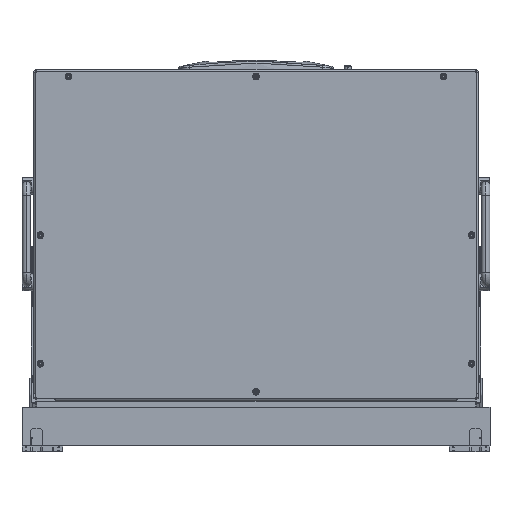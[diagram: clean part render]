
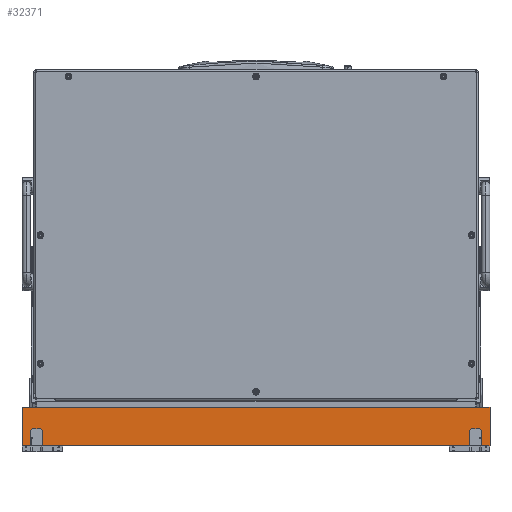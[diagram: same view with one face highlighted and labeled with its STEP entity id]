
A CAD part, front view. The second image highlights one B-rep face of the part: STEP entity #32371.
In plain terms, the highlighted planar face has unit normal (0, -1, 0).
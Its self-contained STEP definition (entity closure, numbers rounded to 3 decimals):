
#10 = LINE ( 'NONE', #45778, #75042 ) ;
#172 = EDGE_CURVE ( 'NONE', #65933, #85591, #42551, .T. ) ;
#712 = VECTOR ( 'NONE', #4161, 1000. ) ;
#750 = DIRECTION ( 'NONE',  ( 0., 0., 1. ) ) ;
#1108 = CIRCLE ( 'NONE', #67753, 3. ) ;
#1202 = LINE ( 'NONE', #14929, #31054 ) ;
#1846 = LINE ( 'NONE', #28066, #26411 ) ;
#2942 = ORIENTED_EDGE ( 'NONE', *, *, #76033, .F. ) ;
#4161 = DIRECTION ( 'NONE',  ( -1., 0., 0. ) ) ;
#4717 = EDGE_CURVE ( 'NONE', #65933, #72674, #84622, .T. ) ;
#5398 = ORIENTED_EDGE ( 'NONE', *, *, #44610, .T. ) ;
#5762 = DIRECTION ( 'NONE',  ( 0., 0., -1. ) ) ;
#5933 = ORIENTED_EDGE ( 'NONE', *, *, #4717, .F. ) ;
#7576 = CARTESIAN_POINT ( 'NONE',  ( -233., -4., 5. ) ) ;
#8061 = VECTOR ( 'NONE', #35880, 1000. ) ;
#8404 = FACE_OUTER_BOUND ( 'NONE', #49528, .T. ) ;
#8768 = CARTESIAN_POINT ( 'NONE',  ( 233., -4., 20. ) ) ;
#8927 = CARTESIAN_POINT ( 'NONE',  ( 221., -4., 20. ) ) ;
#9795 = EDGE_CURVE ( 'NONE', #41652, #70284, #83361, .T. ) ;
#10718 = EDGE_CURVE ( 'NONE', #39928, #21904, #36483, .T. ) ;
#11079 = EDGE_CURVE ( 'NONE', #72674, #71408, #10, .T. ) ;
#11261 = VERTEX_POINT ( 'NONE', #37443 ) ;
#11363 = VERTEX_POINT ( 'NONE', #56791 ) ;
#12323 = CARTESIAN_POINT ( 'NONE',  ( -221., -4., 20. ) ) ;
#12529 = VECTOR ( 'NONE', #76361, 1000. ) ;
#12735 = CARTESIAN_POINT ( 'NONE',  ( -242., -4., 20. ) ) ;
#12817 = ORIENTED_EDGE ( 'NONE', *, *, #65534, .T. ) ;
#12907 = CIRCLE ( 'NONE', #85212, 3. ) ;
#13363 = VECTOR ( 'NONE', #15422, 1000. ) ;
#13883 = LINE ( 'NONE', #49400, #81090 ) ;
#14603 = CARTESIAN_POINT ( 'NONE',  ( -230., -4., 5. ) ) ;
#14889 = CARTESIAN_POINT ( 'NONE',  ( -230., -4., 2. ) ) ;
#14929 = CARTESIAN_POINT ( 'NONE',  ( -233., -4., 20. ) ) ;
#15322 = AXIS2_PLACEMENT_3D ( 'NONE', #14603, #41725, #68819 ) ;
#15422 = DIRECTION ( 'NONE',  ( 0., 0., -1. ) ) ;
#16321 = ORIENTED_EDGE ( 'NONE', *, *, #48276, .T. ) ;
#18614 = DIRECTION ( 'NONE',  ( 0., 1., 0. ) ) ;
#18760 = CARTESIAN_POINT ( 'NONE',  ( -230., -4., 2. ) ) ;
#20364 = ORIENTED_EDGE ( 'NONE', *, *, #27888, .T. ) ;
#21904 = VERTEX_POINT ( 'NONE', #27528 ) ;
#22167 = LINE ( 'NONE', #49264, #12529 ) ;
#25328 = AXIS2_PLACEMENT_3D ( 'NONE', #83446, #55031, #48370 ) ;
#26411 = VECTOR ( 'NONE', #77310, 1000. ) ;
#27528 = CARTESIAN_POINT ( 'NONE',  ( 221., -4., 20. ) ) ;
#27888 = EDGE_CURVE ( 'NONE', #70284, #11261, #1202, .T. ) ;
#28066 = CARTESIAN_POINT ( 'NONE',  ( -242., -4., 20. ) ) ;
#28462 = VERTEX_POINT ( 'NONE', #65500 ) ;
#29649 = LINE ( 'NONE', #42986, #13363 ) ;
#29798 = CIRCLE ( 'NONE', #55329, 3. ) ;
#30469 = ORIENTED_EDGE ( 'NONE', *, *, #37621, .T. ) ;
#31054 = VECTOR ( 'NONE', #750, 1000. ) ;
#32371 = ADVANCED_FACE ( 'NONE', ( #8404 ), #42623, .T. ) ;
#32620 = VERTEX_POINT ( 'NONE', #12323 ) ;
#32757 = DIRECTION ( 'NONE',  ( 1., 0., 0. ) ) ;
#34844 = CARTESIAN_POINT ( 'NONE',  ( -221., -4., 5. ) ) ;
#35880 = DIRECTION ( 'NONE',  ( 0., 0., -1. ) ) ;
#36483 = LINE ( 'NONE', #8927, #65193 ) ;
#37097 = VERTEX_POINT ( 'NONE', #72543 ) ;
#37443 = CARTESIAN_POINT ( 'NONE',  ( -233., -4., 20. ) ) ;
#37621 = EDGE_CURVE ( 'NONE', #32620, #80630, #29649, .T. ) ;
#37990 = CARTESIAN_POINT ( 'NONE',  ( -242., -4., 20. ) ) ;
#38179 = VERTEX_POINT ( 'NONE', #63306 ) ;
#39928 = VERTEX_POINT ( 'NONE', #78876 ) ;
#40947 = LINE ( 'NONE', #82223, #84989 ) ;
#41652 = VERTEX_POINT ( 'NONE', #14889 ) ;
#41725 = DIRECTION ( 'NONE',  ( 0., 1., 0. ) ) ;
#42551 = LINE ( 'NONE', #8768, #8061 ) ;
#42563 = VECTOR ( 'NONE', #58848, 1000. ) ;
#42623 = PLANE ( 'NONE',  #25328 ) ;
#42986 = CARTESIAN_POINT ( 'NONE',  ( -221., -4., 20. ) ) ;
#43104 = EDGE_CURVE ( 'NONE', #37097, #38179, #22167, .T. ) ;
#44610 = EDGE_CURVE ( 'NONE', #38179, #39928, #29798, .T. ) ;
#45778 = CARTESIAN_POINT ( 'NONE',  ( 242., -4., 20. ) ) ;
#47029 = CARTESIAN_POINT ( 'NONE',  ( -224., -4., 5. ) ) ;
#48276 = EDGE_CURVE ( 'NONE', #80630, #58382, #1108, .T. ) ;
#48370 = DIRECTION ( 'NONE',  ( 0., 0., -1. ) ) ;
#49264 = CARTESIAN_POINT ( 'NONE',  ( 230., -4., 2. ) ) ;
#49400 = CARTESIAN_POINT ( 'NONE',  ( -242., -4., 20. ) ) ;
#49528 = EDGE_LOOP ( 'NONE', ( #20364, #64439, #2942, #75200, #67728, #5933, #66390, #12817, #73967, #5398, #50410, #74288, #30469, #16321, #83094, #83874 ) ) ;
#49770 = EDGE_CURVE ( 'NONE', #71408, #11363, #40947, .T. ) ;
#50410 = ORIENTED_EDGE ( 'NONE', *, *, #10718, .T. ) ;
#50929 = CARTESIAN_POINT ( 'NONE',  ( 224., -4., 5. ) ) ;
#53745 = EDGE_CURVE ( 'NONE', #32620, #21904, #13883, .T. ) ;
#53932 = CARTESIAN_POINT ( 'NONE',  ( 233., -4., 20. ) ) ;
#55031 = DIRECTION ( 'NONE',  ( 0., -1., 0. ) ) ;
#55329 = AXIS2_PLACEMENT_3D ( 'NONE', #50929, #71355, #78438 ) ;
#56791 = CARTESIAN_POINT ( 'NONE',  ( -242., -4., -20. ) ) ;
#58382 = VERTEX_POINT ( 'NONE', #64819 ) ;
#58848 = DIRECTION ( 'NONE',  ( 1., 0., 0. ) ) ;
#58956 = LINE ( 'NONE', #12735, #71870 ) ;
#60935 = DIRECTION ( 'NONE',  ( -1., 0., 0. ) ) ;
#61338 = EDGE_CURVE ( 'NONE', #28462, #11261, #58956, .T. ) ;
#63306 = CARTESIAN_POINT ( 'NONE',  ( 224., -4., 2. ) ) ;
#64439 = ORIENTED_EDGE ( 'NONE', *, *, #61338, .F. ) ;
#64819 = CARTESIAN_POINT ( 'NONE',  ( -224., -4., 2. ) ) ;
#64859 = DIRECTION ( 'NONE',  ( 0., 0., 1. ) ) ;
#65017 = LINE ( 'NONE', #18760, #712 ) ;
#65193 = VECTOR ( 'NONE', #75981, 1000. ) ;
#65500 = CARTESIAN_POINT ( 'NONE',  ( -242., -4., 20. ) ) ;
#65534 = EDGE_CURVE ( 'NONE', #85591, #37097, #12907, .T. ) ;
#65933 = VERTEX_POINT ( 'NONE', #53932 ) ;
#66390 = ORIENTED_EDGE ( 'NONE', *, *, #172, .T. ) ;
#66599 = DIRECTION ( 'NONE',  ( 0., 1., 0. ) ) ;
#67728 = ORIENTED_EDGE ( 'NONE', *, *, #11079, .F. ) ;
#67753 = AXIS2_PLACEMENT_3D ( 'NONE', #47029, #66599, #5762 ) ;
#68336 = CARTESIAN_POINT ( 'NONE',  ( 242., -4., -20. ) ) ;
#68819 = DIRECTION ( 'NONE',  ( 0., 0., -1. ) ) ;
#70284 = VERTEX_POINT ( 'NONE', #7576 ) ;
#71355 = DIRECTION ( 'NONE',  ( 0., 1., 0. ) ) ;
#71408 = VERTEX_POINT ( 'NONE', #68336 ) ;
#71870 = VECTOR ( 'NONE', #32757, 1000. ) ;
#72543 = CARTESIAN_POINT ( 'NONE',  ( 230., -4., 2. ) ) ;
#72674 = VERTEX_POINT ( 'NONE', #72780 ) ;
#72780 = CARTESIAN_POINT ( 'NONE',  ( 242., -4., 20. ) ) ;
#72821 = DIRECTION ( 'NONE',  ( 0., 0., -1. ) ) ;
#73967 = ORIENTED_EDGE ( 'NONE', *, *, #43104, .T. ) ;
#74288 = ORIENTED_EDGE ( 'NONE', *, *, #53745, .F. ) ;
#75042 = VECTOR ( 'NONE', #72821, 1000. ) ;
#75200 = ORIENTED_EDGE ( 'NONE', *, *, #49770, .F. ) ;
#75981 = DIRECTION ( 'NONE',  ( 0., 0., 1. ) ) ;
#76033 = EDGE_CURVE ( 'NONE', #11363, #28462, #1846, .T. ) ;
#76361 = DIRECTION ( 'NONE',  ( -1., 0., 0. ) ) ;
#77310 = DIRECTION ( 'NONE',  ( 0., 0., 1. ) ) ;
#78438 = DIRECTION ( 'NONE',  ( 0., 0., 1. ) ) ;
#78876 = CARTESIAN_POINT ( 'NONE',  ( 221., -4., 5. ) ) ;
#80152 = CARTESIAN_POINT ( 'NONE',  ( 233., -4., 5. ) ) ;
#80630 = VERTEX_POINT ( 'NONE', #34844 ) ;
#81090 = VECTOR ( 'NONE', #83138, 1000. ) ;
#81555 = CARTESIAN_POINT ( 'NONE',  ( 230., -4., 5. ) ) ;
#82223 = CARTESIAN_POINT ( 'NONE',  ( -242., -4., -20. ) ) ;
#83094 = ORIENTED_EDGE ( 'NONE', *, *, #87473, .T. ) ;
#83138 = DIRECTION ( 'NONE',  ( 1., 0., 0. ) ) ;
#83361 = CIRCLE ( 'NONE', #15322, 3. ) ;
#83446 = CARTESIAN_POINT ( 'NONE',  ( 242., -4., -20. ) ) ;
#83874 = ORIENTED_EDGE ( 'NONE', *, *, #9795, .T. ) ;
#84622 = LINE ( 'NONE', #37990, #42563 ) ;
#84989 = VECTOR ( 'NONE', #60935, 1000. ) ;
#85212 = AXIS2_PLACEMENT_3D ( 'NONE', #81555, #18614, #64859 ) ;
#85591 = VERTEX_POINT ( 'NONE', #80152 ) ;
#87473 = EDGE_CURVE ( 'NONE', #58382, #41652, #65017, .T. ) ;
